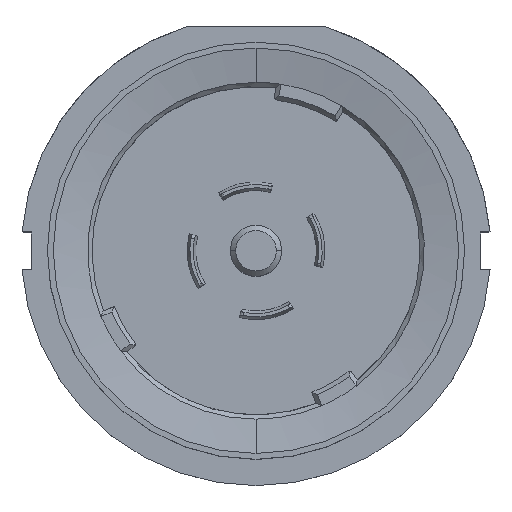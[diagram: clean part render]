
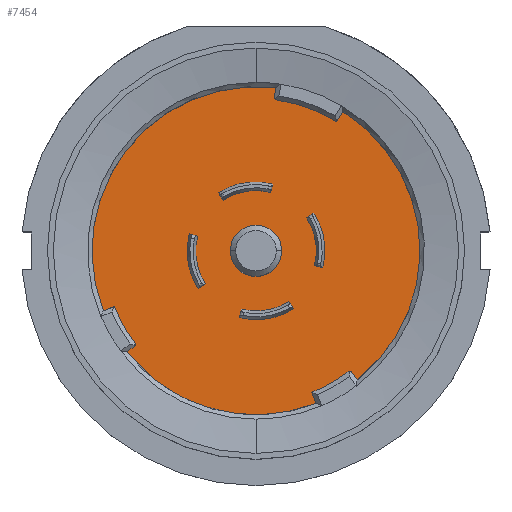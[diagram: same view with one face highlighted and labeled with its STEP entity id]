
A CAD part, top view. The second image highlights one B-rep face of the part: STEP entity #7454.
In plain terms, the highlighted planar face has unit normal (0, 0, 1).
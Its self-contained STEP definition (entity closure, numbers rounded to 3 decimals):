
#2412=CARTESIAN_POINT('',(0.,0.,-7.85));
#2413=DIRECTION('',(0.,0.,-1.));
#2414=DIRECTION('',(0.53,0.848,0.));
#2415=AXIS2_PLACEMENT_3D('',#2412,#2413,#2414);
#2417=DIRECTION('',(0.438,0.899,0.));
#2418=VECTOR('',#2417,1.1);
#2419=CARTESIAN_POINT('',(6.181,12.673,-7.85));
#2420=LINE('',#2419,#2418);
#2421=CARTESIAN_POINT('',(0.,0.,-7.85));
#2422=DIRECTION('',(0.,0.,1.));
#2423=DIRECTION('',(0.53,0.848,0.));
#2424=AXIS2_PLACEMENT_3D('',#2421,#2422,#2423);
#2426=DIRECTION('',(0.53,0.848,0.));
#2427=VECTOR('',#2426,1.1);
#2428=CARTESIAN_POINT('',(7.472,11.957,-7.85));
#2429=LINE('',#2428,#2427);
#2430=CARTESIAN_POINT('',(0.,0.,-7.85));
#2431=DIRECTION('',(0.,0.,1.));
#2432=DIRECTION('',(1.,0.,0.));
#2433=AXIS2_PLACEMENT_3D('',#2430,#2431,#2432);
#2435=CARTESIAN_POINT('',(0.,0.,-7.85));
#2436=DIRECTION('',(0.,0.,1.));
#2437=DIRECTION('',(-1.,0.,0.));
#2438=AXIS2_PLACEMENT_3D('',#2435,#2436,#2437);
#2440=DIRECTION('',(-0.248,-0.969,0.));
#2441=VECTOR('',#2440,0.8);
#2442=CARTESIAN_POINT('',(-1.358,-5.405,-7.85));
#2443=LINE('',#2442,#2441);
#2444=CARTESIAN_POINT('',(0.03,0.02,-7.85));
#2445=DIRECTION('',(0.,0.,1.));
#2446=DIRECTION('',(-0.248,-0.969,0.));
#2447=AXIS2_PLACEMENT_3D('',#2444,#2445,#2446);
#2449=DIRECTION('',(-0.54,0.842,0.));
#2450=VECTOR('',#2449,0.8);
#2451=CARTESIAN_POINT('',(3.483,-5.369,-7.85));
#2452=LINE('',#2451,#2450);
#2453=CARTESIAN_POINT('',(0.03,0.02,-7.85));
#2454=DIRECTION('',(0.,0.,1.));
#2455=DIRECTION('',(-0.248,-0.969,0.));
#2456=AXIS2_PLACEMENT_3D('',#2453,#2454,#2455);
#2458=DIRECTION('',(0.969,-0.248,0.));
#2459=VECTOR('',#2458,0.8);
#2460=CARTESIAN_POINT('',(5.405,-1.358,-7.85));
#2461=LINE('',#2460,#2459);
#2462=CARTESIAN_POINT('',(-0.02,0.03,-7.85));
#2463=DIRECTION('',(0.,0.,1.));
#2464=DIRECTION('',(0.969,-0.248,0.));
#2465=AXIS2_PLACEMENT_3D('',#2462,#2463,#2464);
#2467=DIRECTION('',(-0.842,-0.54,0.));
#2468=VECTOR('',#2467,0.8);
#2469=CARTESIAN_POINT('',(5.369,3.483,-7.85));
#2470=LINE('',#2469,#2468);
#2471=CARTESIAN_POINT('',(-0.02,0.03,-7.85));
#2472=DIRECTION('',(0.,0.,1.));
#2473=DIRECTION('',(0.969,-0.248,0.));
#2474=AXIS2_PLACEMENT_3D('',#2471,#2472,#2473);
#2476=DIRECTION('',(0.248,0.969,0.));
#2477=VECTOR('',#2476,0.8);
#2478=CARTESIAN_POINT('',(1.358,5.405,-7.85));
#2479=LINE('',#2478,#2477);
#2480=CARTESIAN_POINT('',(-0.03,-0.02,-7.85));
#2481=DIRECTION('',(0.,0.,1.));
#2482=DIRECTION('',(0.248,0.969,0.));
#2483=AXIS2_PLACEMENT_3D('',#2480,#2481,#2482);
#2485=DIRECTION('',(0.54,-0.842,0.));
#2486=VECTOR('',#2485,0.8);
#2487=CARTESIAN_POINT('',(-3.483,5.369,-7.85));
#2488=LINE('',#2487,#2486);
#2489=CARTESIAN_POINT('',(-0.03,-0.02,-7.85));
#2490=DIRECTION('',(0.,0.,1.));
#2491=DIRECTION('',(0.248,0.969,0.));
#2492=AXIS2_PLACEMENT_3D('',#2489,#2490,#2491);
#2494=DIRECTION('',(-0.969,0.248,0.));
#2495=VECTOR('',#2494,0.8);
#2496=CARTESIAN_POINT('',(-5.405,1.358,-7.85));
#2497=LINE('',#2496,#2495);
#2498=CARTESIAN_POINT('',(0.02,-0.03,-7.85));
#2499=DIRECTION('',(0.,0.,1.));
#2500=DIRECTION('',(-0.969,0.248,0.));
#2501=AXIS2_PLACEMENT_3D('',#2498,#2499,#2500);
#2503=DIRECTION('',(0.842,0.54,0.));
#2504=VECTOR('',#2503,0.8);
#2505=CARTESIAN_POINT('',(-5.369,-3.483,-7.85));
#2506=LINE('',#2505,#2504);
#2507=CARTESIAN_POINT('',(0.02,-0.03,-7.85));
#2508=DIRECTION('',(0.,0.,1.));
#2509=DIRECTION('',(-0.969,0.248,0.));
#2510=AXIS2_PLACEMENT_3D('',#2507,#2508,#2509);
#3824=CARTESIAN_POINT('',(7.472,11.957,-7.85));
#3825=CARTESIAN_POINT('',(8.055,12.89,-7.85));
#3826=VERTEX_POINT('',#3824);
#3827=VERTEX_POINT('',#3825);
#3828=CARTESIAN_POINT('',(6.663,13.662,-7.85));
#3830=VERTEX_POINT('',#3828);
#3832=CARTESIAN_POINT('',(6.181,12.673,-7.85));
#3833=VERTEX_POINT('',#3832);
#3834=CARTESIAN_POINT('',(2.375,0.,-7.85));
#3835=CARTESIAN_POINT('',(-2.375,0.,-7.85));
#3836=VERTEX_POINT('',#3834);
#3837=VERTEX_POINT('',#3835);
#4212=CARTESIAN_POINT('',(-1.358,-5.405,-7.85));
#4213=CARTESIAN_POINT('',(-1.556,-6.18,-7.85));
#4214=VERTEX_POINT('',#4212);
#4215=VERTEX_POINT('',#4213);
#4216=CARTESIAN_POINT('',(3.483,-5.369,-7.85));
#4217=VERTEX_POINT('',#4216);
#4218=CARTESIAN_POINT('',(3.051,-4.695,-7.85));
#4219=VERTEX_POINT('',#4218);
#4416=CARTESIAN_POINT('',(5.405,-1.358,-7.85));
#4417=CARTESIAN_POINT('',(6.18,-1.556,-7.85));
#4418=VERTEX_POINT('',#4416);
#4419=VERTEX_POINT('',#4417);
#4420=CARTESIAN_POINT('',(5.369,3.483,-7.85));
#4421=VERTEX_POINT('',#4420);
#4422=CARTESIAN_POINT('',(4.695,3.051,-7.85));
#4423=VERTEX_POINT('',#4422);
#4442=CARTESIAN_POINT('',(1.358,5.405,-7.85));
#4443=CARTESIAN_POINT('',(1.556,6.18,-7.85));
#4444=VERTEX_POINT('',#4442);
#4445=VERTEX_POINT('',#4443);
#4446=CARTESIAN_POINT('',(-3.483,5.369,-7.85));
#4447=VERTEX_POINT('',#4446);
#4448=CARTESIAN_POINT('',(-3.051,4.695,-7.85));
#4449=VERTEX_POINT('',#4448);
#4468=CARTESIAN_POINT('',(-5.405,1.358,-7.85));
#4469=CARTESIAN_POINT('',(-6.18,1.556,-7.85));
#4470=VERTEX_POINT('',#4468);
#4471=VERTEX_POINT('',#4469);
#4472=CARTESIAN_POINT('',(-5.369,-3.483,-7.85));
#4473=VERTEX_POINT('',#4472);
#4474=CARTESIAN_POINT('',(-4.695,-3.051,-7.85));
#4475=VERTEX_POINT('',#4474);
#7395=CARTESIAN_POINT('',(0.,0.,-7.85));
#7396=DIRECTION('',(0.,0.,1.));
#7397=DIRECTION('',(0.,1.,0.));
#7398=AXIS2_PLACEMENT_3D('',#7395,#7396,#7397);
#7399=PLANE('',#7398);
#7400=ORIENTED_EDGE('',*,*,#7267,.T.);
#7402=ORIENTED_EDGE('',*,*,#7401,.F.);
#7404=ORIENTED_EDGE('',*,*,#7403,.F.);
#7405=ORIENTED_EDGE('',*,*,#7388,.T.);
#7406=EDGE_LOOP('',(#7400,#7402,#7404,#7405));
#7407=FACE_OUTER_BOUND('',#7406,.F.);
#7409=ORIENTED_EDGE('',*,*,#7408,.T.);
#7411=ORIENTED_EDGE('',*,*,#7410,.T.);
#7412=EDGE_LOOP('',(#7409,#7411));
#7413=FACE_BOUND('',#7412,.F.);
#7415=ORIENTED_EDGE('',*,*,#7414,.T.);
#7417=ORIENTED_EDGE('',*,*,#7416,.T.);
#7419=ORIENTED_EDGE('',*,*,#7418,.T.);
#7421=ORIENTED_EDGE('',*,*,#7420,.F.);
#7422=EDGE_LOOP('',(#7415,#7417,#7419,#7421));
#7423=FACE_BOUND('',#7422,.F.);
#7425=ORIENTED_EDGE('',*,*,#7424,.T.);
#7427=ORIENTED_EDGE('',*,*,#7426,.T.);
#7429=ORIENTED_EDGE('',*,*,#7428,.T.);
#7431=ORIENTED_EDGE('',*,*,#7430,.F.);
#7432=EDGE_LOOP('',(#7425,#7427,#7429,#7431));
#7433=FACE_BOUND('',#7432,.F.);
#7435=ORIENTED_EDGE('',*,*,#7434,.T.);
#7437=ORIENTED_EDGE('',*,*,#7436,.T.);
#7439=ORIENTED_EDGE('',*,*,#7438,.T.);
#7441=ORIENTED_EDGE('',*,*,#7440,.F.);
#7442=EDGE_LOOP('',(#7435,#7437,#7439,#7441));
#7443=FACE_BOUND('',#7442,.F.);
#7445=ORIENTED_EDGE('',*,*,#7444,.T.);
#7447=ORIENTED_EDGE('',*,*,#7446,.T.);
#7449=ORIENTED_EDGE('',*,*,#7448,.T.);
#7451=ORIENTED_EDGE('',*,*,#7450,.F.);
#7452=EDGE_LOOP('',(#7445,#7447,#7449,#7451));
#7453=FACE_BOUND('',#7452,.F.);
#2416=CIRCLE('',#2415,15.2);
#2425=CIRCLE('',#2424,14.1);
#2434=CIRCLE('',#2433,2.375);
#2439=CIRCLE('',#2438,2.375);
#2448=CIRCLE('',#2447,6.4);
#2457=CIRCLE('',#2456,5.6);
#2466=CIRCLE('',#2465,6.4);
#2475=CIRCLE('',#2474,5.6);
#2484=CIRCLE('',#2483,6.4);
#2493=CIRCLE('',#2492,5.6);
#2502=CIRCLE('',#2501,6.4);
#2511=CIRCLE('',#2510,5.6);
#7267=EDGE_CURVE('',#3827,#3830,#2416,.T.);
#7388=EDGE_CURVE('',#3826,#3827,#2429,.T.);
#7401=EDGE_CURVE('',#3833,#3830,#2420,.T.);
#7403=EDGE_CURVE('',#3826,#3833,#2425,.T.);
#7408=EDGE_CURVE('',#3836,#3837,#2434,.T.);
#7410=EDGE_CURVE('',#3837,#3836,#2439,.T.);
#7414=EDGE_CURVE('',#4214,#4215,#2443,.T.);
#7416=EDGE_CURVE('',#4215,#4217,#2448,.T.);
#7418=EDGE_CURVE('',#4217,#4219,#2452,.T.);
#7420=EDGE_CURVE('',#4214,#4219,#2457,.T.);
#7424=EDGE_CURVE('',#4418,#4419,#2461,.T.);
#7426=EDGE_CURVE('',#4419,#4421,#2466,.T.);
#7428=EDGE_CURVE('',#4421,#4423,#2470,.T.);
#7430=EDGE_CURVE('',#4418,#4423,#2475,.T.);
#7434=EDGE_CURVE('',#4444,#4445,#2479,.T.);
#7436=EDGE_CURVE('',#4445,#4447,#2484,.T.);
#7438=EDGE_CURVE('',#4447,#4449,#2488,.T.);
#7440=EDGE_CURVE('',#4444,#4449,#2493,.T.);
#7444=EDGE_CURVE('',#4470,#4471,#2497,.T.);
#7446=EDGE_CURVE('',#4471,#4473,#2502,.T.);
#7448=EDGE_CURVE('',#4473,#4475,#2506,.T.);
#7450=EDGE_CURVE('',#4470,#4475,#2511,.T.);
#7454=ADVANCED_FACE('',(#7407,#7413,#7423,#7433,#7443,#7453),#7399,.T.);
